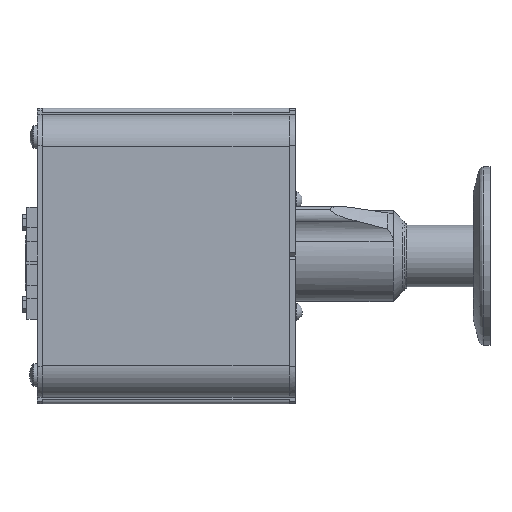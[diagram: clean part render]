
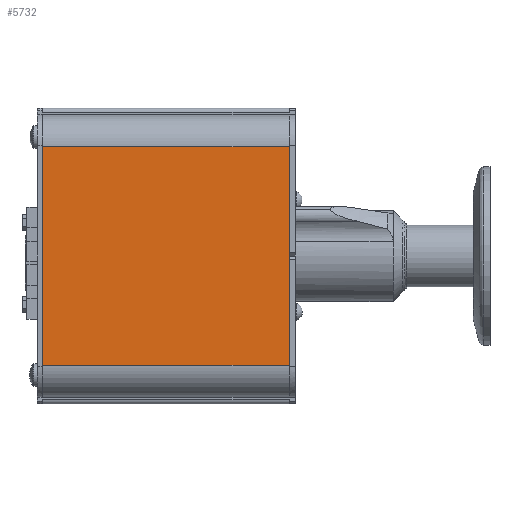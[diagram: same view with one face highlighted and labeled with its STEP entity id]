
A CAD part, left-side view. The second image highlights one B-rep face of the part: STEP entity #5732.
In plain terms, the highlighted planar face has unit normal (-1, 0, 0).
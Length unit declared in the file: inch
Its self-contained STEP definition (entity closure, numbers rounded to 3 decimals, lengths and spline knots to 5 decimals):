
#165 = DIRECTION ( 'NONE',  ( 0., -1., 0. ) ) ;
#187 = VECTOR ( 'NONE', #3155, 39.37008 ) ;
#214 = CARTESIAN_POINT ( 'NONE',  ( -1.401, -0.163, 1.323 ) ) ;
#893 = PLANE ( 'NONE',  #8166 ) ;
#965 = ORIENTED_EDGE ( 'NONE', *, *, #3136, .T. ) ;
#1106 = VECTOR ( 'NONE', #8239, 39.37008 ) ;
#1120 = VECTOR ( 'NONE', #9525, 39.37008 ) ;
#1244 = CARTESIAN_POINT ( 'NONE',  ( -1.401, 2.822, 1.323 ) ) ;
#1447 = VERTEX_POINT ( 'NONE', #3315 ) ;
#1939 = CARTESIAN_POINT ( 'NONE',  ( -1.401, 2.822, 1.323 ) ) ;
#2626 = EDGE_CURVE ( 'NONE', #9357, #5926, #2914, .T. ) ;
#2914 = LINE ( 'NONE', #9986, #187 ) ;
#2946 = DIRECTION ( 'NONE',  ( 1., 0., 0. ) ) ;
#3136 = EDGE_CURVE ( 'NONE', #6089, #9357, #8798, .T. ) ;
#3155 = DIRECTION ( 'NONE',  ( 0., 0., 1. ) ) ;
#3315 = CARTESIAN_POINT ( 'NONE',  ( -1.401, 2.822, 1.323 ) ) ;
#5227 = CARTESIAN_POINT ( 'NONE',  ( -1.401, 2.822, -1.323 ) ) ;
#5232 = EDGE_LOOP ( 'NONE', ( #965, #6410, #7513, #10196 ) ) ;
#5732 = ADVANCED_FACE ( 'NONE', ( #10542 ), #893, .F. ) ;
#5870 = VECTOR ( 'NONE', #165, 39.37008 ) ;
#5926 = VERTEX_POINT ( 'NONE', #214 ) ;
#6089 = VERTEX_POINT ( 'NONE', #10991 ) ;
#6127 = LINE ( 'NONE', #1244, #1106 ) ;
#6410 = ORIENTED_EDGE ( 'NONE', *, *, #2626, .T. ) ;
#6640 = CARTESIAN_POINT ( 'NONE',  ( -1.401, 2.822, 1.323 ) ) ;
#7039 = CARTESIAN_POINT ( 'NONE',  ( -1.401, -0.163, -1.323 ) ) ;
#7513 = ORIENTED_EDGE ( 'NONE', *, *, #10803, .F. ) ;
#8166 = AXIS2_PLACEMENT_3D ( 'NONE', #1939, #2946, #9804 ) ;
#8239 = DIRECTION ( 'NONE',  ( 0., -1., 0. ) ) ;
#8798 = LINE ( 'NONE', #5227, #5870 ) ;
#9357 = VERTEX_POINT ( 'NONE', #7039 ) ;
#9525 = DIRECTION ( 'NONE',  ( 0., 0., 1. ) ) ;
#9804 = DIRECTION ( 'NONE',  ( 0., 0., -1. ) ) ;
#9986 = CARTESIAN_POINT ( 'NONE',  ( -1.401, -0.163, 1.323 ) ) ;
#10196 = ORIENTED_EDGE ( 'NONE', *, *, #10305, .F. ) ;
#10305 = EDGE_CURVE ( 'NONE', #6089, #1447, #11229, .T. ) ;
#10542 = FACE_OUTER_BOUND ( 'NONE', #5232, .T. ) ;
#10803 = EDGE_CURVE ( 'NONE', #1447, #5926, #6127, .T. ) ;
#10991 = CARTESIAN_POINT ( 'NONE',  ( -1.401, 2.822, -1.323 ) ) ;
#11229 = LINE ( 'NONE', #6640, #1120 ) ;
